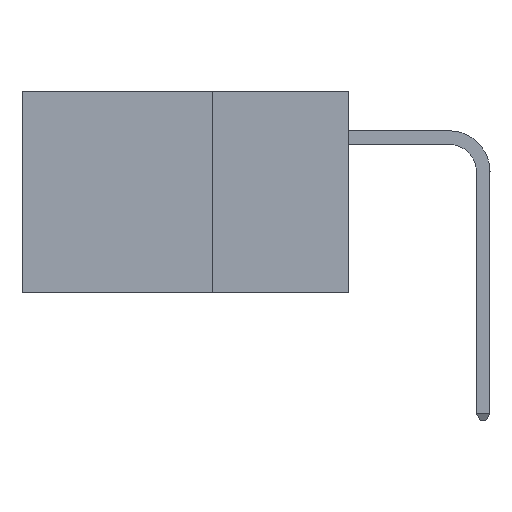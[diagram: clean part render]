
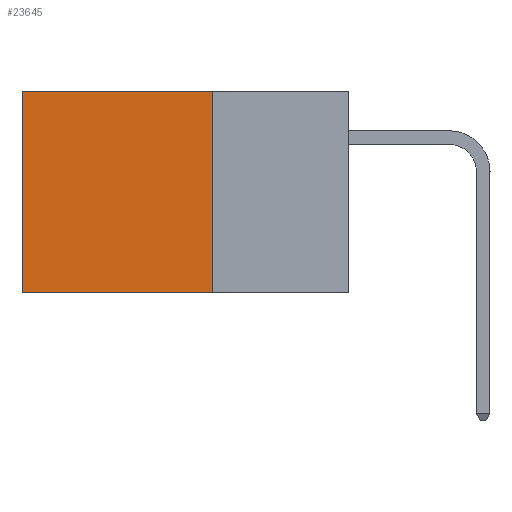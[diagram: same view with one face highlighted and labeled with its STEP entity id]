
A CAD part, left-side view. The second image highlights one B-rep face of the part: STEP entity #23645.
In plain terms, the highlighted planar face has unit normal (-1, 0, 0).
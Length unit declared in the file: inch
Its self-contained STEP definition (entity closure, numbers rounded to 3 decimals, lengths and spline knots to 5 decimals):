
#1396 = PLANE ( 'NONE',  #4234 ) ;
#3224 = CARTESIAN_POINT ( 'NONE',  ( 0.2875, 0.25, -0.37 ) ) ;
#4234 = AXIS2_PLACEMENT_3D ( 'NONE', #44706, #23376, #33697 ) ;
#5705 = CARTESIAN_POINT ( 'NONE',  ( 0.2875, 0.25, 0. ) ) ;
#10287 = DIRECTION ( 'NONE',  ( 0., 1., 0. ) ) ;
#10631 = CARTESIAN_POINT ( 'NONE',  ( 0.2875, 0.25, 0. ) ) ;
#10774 = VECTOR ( 'NONE', #29777, 39.37008 ) ;
#11734 = CARTESIAN_POINT ( 'NONE',  ( 0.2875, 0.6, 0. ) ) ;
#12084 = ORIENTED_EDGE ( 'NONE', *, *, #22079, .T. ) ;
#12187 = ORIENTED_EDGE ( 'NONE', *, *, #18964, .F. ) ;
#12757 = FACE_OUTER_BOUND ( 'NONE', #27879, .T. ) ;
#12897 = LINE ( 'NONE', #5705, #21305 ) ;
#18892 = CARTESIAN_POINT ( 'NONE',  ( 0.2875, 0.6, 0. ) ) ;
#18964 = EDGE_CURVE ( 'NONE', #20162, #28629, #23012, .T. ) ;
#20162 = VERTEX_POINT ( 'NONE', #26143 ) ;
#21305 = VECTOR ( 'NONE', #41574, 39.37008 ) ;
#21704 = EDGE_CURVE ( 'NONE', #26412, #28629, #38751, .T. ) ;
#22079 = EDGE_CURVE ( 'NONE', #22769, #26412, #12897, .T. ) ;
#22769 = VERTEX_POINT ( 'NONE', #10631 ) ;
#23012 = LINE ( 'NONE', #3224, #37017 ) ;
#23118 = LINE ( 'NONE', #29617, #10774 ) ;
#23376 = DIRECTION ( 'NONE',  ( 1., 0., 0. ) ) ;
#23645 = ADVANCED_FACE ( 'NONE', ( #12757 ), #1396, .F. ) ;
#26143 = CARTESIAN_POINT ( 'NONE',  ( 0.2875, 0.25, -0.37 ) ) ;
#26389 = EDGE_CURVE ( 'NONE', #22769, #20162, #23118, .T. ) ;
#26412 = VERTEX_POINT ( 'NONE', #11734 ) ;
#27879 = EDGE_LOOP ( 'NONE', ( #40011, #12187, #45249, #12084 ) ) ;
#28629 = VERTEX_POINT ( 'NONE', #31179 ) ;
#29617 = CARTESIAN_POINT ( 'NONE',  ( 0.2875, 0.25, 0. ) ) ;
#29777 = DIRECTION ( 'NONE',  ( 0., 0., -1. ) ) ;
#31179 = CARTESIAN_POINT ( 'NONE',  ( 0.2875, 0.6, -0.37 ) ) ;
#33697 = DIRECTION ( 'NONE',  ( 0., 0., -1. ) ) ;
#35382 = VECTOR ( 'NONE', #36927, 39.37008 ) ;
#36927 = DIRECTION ( 'NONE',  ( 0., 0., -1. ) ) ;
#37017 = VECTOR ( 'NONE', #10287, 39.37008 ) ;
#38751 = LINE ( 'NONE', #18892, #35382 ) ;
#40011 = ORIENTED_EDGE ( 'NONE', *, *, #21704, .T. ) ;
#41574 = DIRECTION ( 'NONE',  ( 0., 1., 0. ) ) ;
#44706 = CARTESIAN_POINT ( 'NONE',  ( 0.2875, 0.25, 0. ) ) ;
#45249 = ORIENTED_EDGE ( 'NONE', *, *, #26389, .F. ) ;
